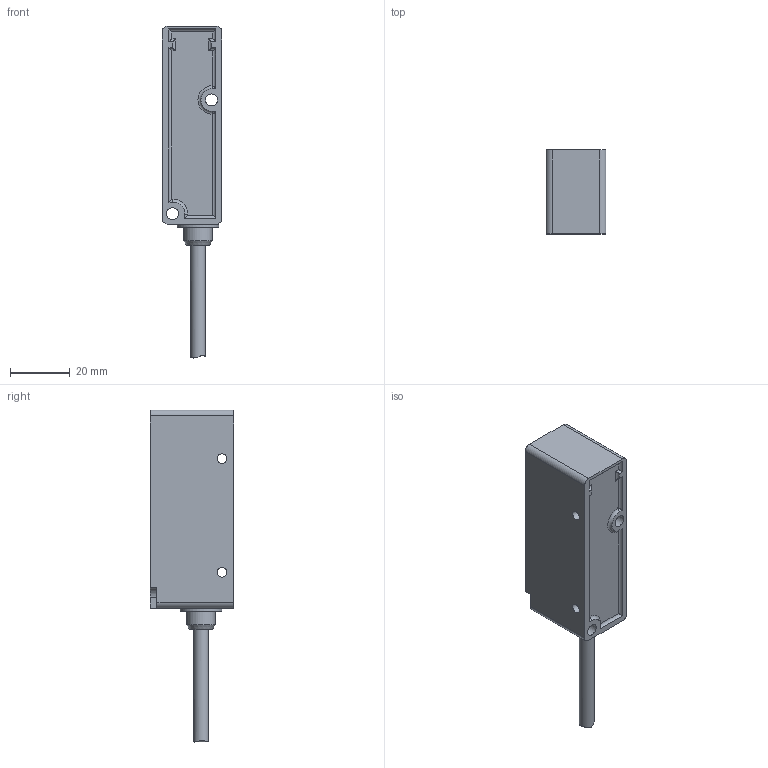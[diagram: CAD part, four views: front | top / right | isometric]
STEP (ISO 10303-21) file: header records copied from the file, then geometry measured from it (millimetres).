
FILE_DESCRIPTION(('STEP AP214'), '1');
FILE_NAME('ﾄﾊﾎ-7302', '2021-02-02T05:47:13', ('odmin'), (''), 'ASCON STEP Converter 1.3', 'ASCON Math Kernel', '');
FILE_SCHEMA(('AUTOMOTIVE_DESIGN { 1 0 10303 214 3 1 1}'));
Length unit declared in the file: millimetre
Products named in the file (1): 1
Bounding box: 20 x 28 x 110.87 mm (x, y, z)
Volume: 36014.2 mm3; surface area: 9701.5 mm2
Topology: 1 solids, 2 shells, 88 faces, 227 edges, 150 vertices
Faces by surface type: plane 44, cylinder 38, cone 3, torus 2, extrusion 1
Full cylindrical faces by diameter (mm): 3.2 x2, 4 x2, 4.5 x1, 5 x1, 6 x1, 9.5 x1, 14 x1
Entity records: 3168 total; most frequent: CARTESIAN_POINT 969, ORIENTED_EDGE 454, DIRECTION 434, EDGE_CURVE 227, VECTOR 156, LINE 155, VERTEX_POINT 150, AXIS2_PLACEMENT_3D 139
